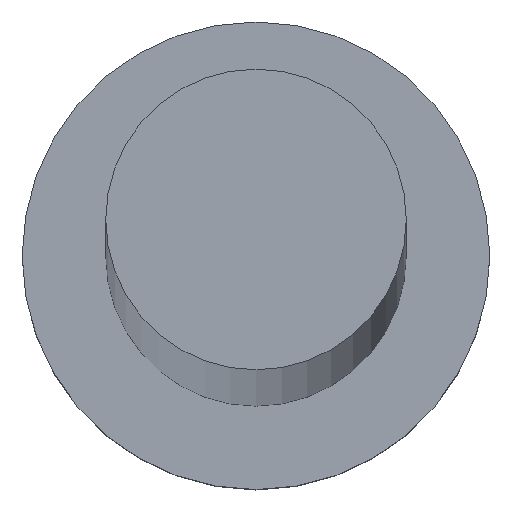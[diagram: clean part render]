
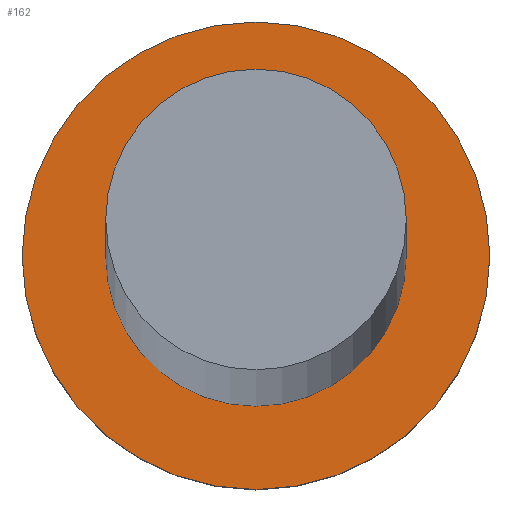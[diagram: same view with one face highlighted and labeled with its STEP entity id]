
A CAD part, top view. The second image highlights one B-rep face of the part: STEP entity #162.
In plain terms, the highlighted planar face has unit normal (0, 0, 1).
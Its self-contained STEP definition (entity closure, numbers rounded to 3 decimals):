
#6 = CARTESIAN_POINT ( 'NONE',  ( 0., 0., 6.5 ) ) ;
#9 = CARTESIAN_POINT ( 'NONE',  ( 0., 0., 6.5 ) ) ;
#16 = FACE_BOUND ( 'NONE', #204, .T. ) ;
#22 = AXIS2_PLACEMENT_3D ( 'NONE', #6, #105, #68 ) ;
#29 = DIRECTION ( 'NONE',  ( 0., 0., 1. ) ) ;
#40 = EDGE_CURVE ( 'NONE', #57, #141, #132, .T. ) ;
#45 = EDGE_CURVE ( 'NONE', #98, #100, #193, .T. ) ;
#50 = DIRECTION ( 'NONE',  ( 0., 0., 1. ) ) ;
#57 = VERTEX_POINT ( 'NONE', #183 ) ;
#66 = CARTESIAN_POINT ( 'NONE',  ( 0., 0., 6.5 ) ) ;
#68 = DIRECTION ( 'NONE',  ( 1., 0., 0. ) ) ;
#72 = AXIS2_PLACEMENT_3D ( 'NONE', #230, #144, #131 ) ;
#82 = ORIENTED_EDGE ( 'NONE', *, *, #45, .F. ) ;
#85 = EDGE_LOOP ( 'NONE', ( #122, #176 ) ) ;
#87 = DIRECTION ( 'NONE',  ( 0., 0., 1. ) ) ;
#96 = FACE_OUTER_BOUND ( 'NONE', #85, .T. ) ;
#98 = VERTEX_POINT ( 'NONE', #241 ) ;
#100 = VERTEX_POINT ( 'NONE', #236 ) ;
#105 = DIRECTION ( 'NONE',  ( 0., 0., 1. ) ) ;
#110 = EDGE_CURVE ( 'NONE', #141, #57, #249, .T. ) ;
#118 = DIRECTION ( 'NONE',  ( 1., 0., 0. ) ) ;
#122 = ORIENTED_EDGE ( 'NONE', *, *, #110, .T. ) ;
#129 = DIRECTION ( 'NONE',  ( 1., 0., 0. ) ) ;
#131 = DIRECTION ( 'NONE',  ( 1., 0., 0. ) ) ;
#132 = CIRCLE ( 'NONE', #22, 7. ) ;
#141 = VERTEX_POINT ( 'NONE', #166 ) ;
#144 = DIRECTION ( 'NONE',  ( 0., 0., 1. ) ) ;
#160 = CIRCLE ( 'NONE', #72, 4.5 ) ;
#162 = ADVANCED_FACE ( 'NONE', ( #16, #96 ), #200, .T. ) ;
#164 = CARTESIAN_POINT ( 'NONE',  ( 0., 0., 6.5 ) ) ;
#166 = CARTESIAN_POINT ( 'NONE',  ( -7., 0., 6.5 ) ) ;
#170 = AXIS2_PLACEMENT_3D ( 'NONE', #164, #87, #129 ) ;
#176 = ORIENTED_EDGE ( 'NONE', *, *, #40, .T. ) ;
#183 = CARTESIAN_POINT ( 'NONE',  ( 7., 0., 6.5 ) ) ;
#193 = CIRCLE ( 'NONE', #205, 4.5 ) ;
#199 = AXIS2_PLACEMENT_3D ( 'NONE', #9, #50, #118 ) ;
#200 = PLANE ( 'NONE',  #199 ) ;
#204 = EDGE_LOOP ( 'NONE', ( #82, #206 ) ) ;
#205 = AXIS2_PLACEMENT_3D ( 'NONE', #66, #29, #237 ) ;
#206 = ORIENTED_EDGE ( 'NONE', *, *, #246, .F. ) ;
#230 = CARTESIAN_POINT ( 'NONE',  ( 0., 0., 6.5 ) ) ;
#236 = CARTESIAN_POINT ( 'NONE',  ( 4.5, 0., 6.5 ) ) ;
#237 = DIRECTION ( 'NONE',  ( 1., 0., 0. ) ) ;
#241 = CARTESIAN_POINT ( 'NONE',  ( -4.5, 0., 6.5 ) ) ;
#246 = EDGE_CURVE ( 'NONE', #100, #98, #160, .T. ) ;
#249 = CIRCLE ( 'NONE', #170, 7. ) ;
